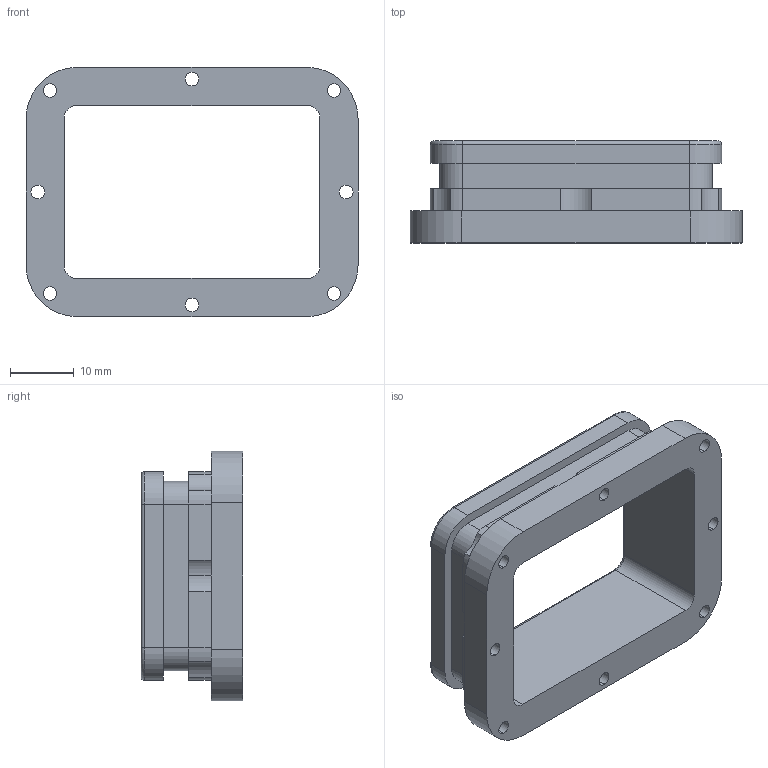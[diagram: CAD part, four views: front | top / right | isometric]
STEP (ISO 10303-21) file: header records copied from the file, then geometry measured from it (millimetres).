
FILE_DESCRIPTION (( 'STEP AP214' ), '1' );
FILE_NAME ('aluminium_frame2.STEP', '2023-07-29T03:41:53', ( '' ), ( '' ), 'SwSTEP 2.0', 'SolidWorks 2021', '' );
FILE_SCHEMA (( 'AUTOMOTIVE_DESIGN' ));
Length unit declared in the file: millimetre
Products named in the file (1): aluminium_frame2
Bounding box: 52.2 x 16 x 39.2 mm (x, y, z)
Volume: 7693.5 mm3; surface area: 6931.8 mm2
Topology: 1 solids, 1 shells, 95 faces, 254 edges, 164 vertices
Faces by surface type: cylinder 58, plane 29, torus 8
Entity records: 3074 total; most frequent: DIRECTION 570, CARTESIAN_POINT 514, ORIENTED_EDGE 508, EDGE_CURVE 254, AXIS2_PLACEMENT_3D 220, VERTEX_POINT 164, VECTOR 130, LINE 130
